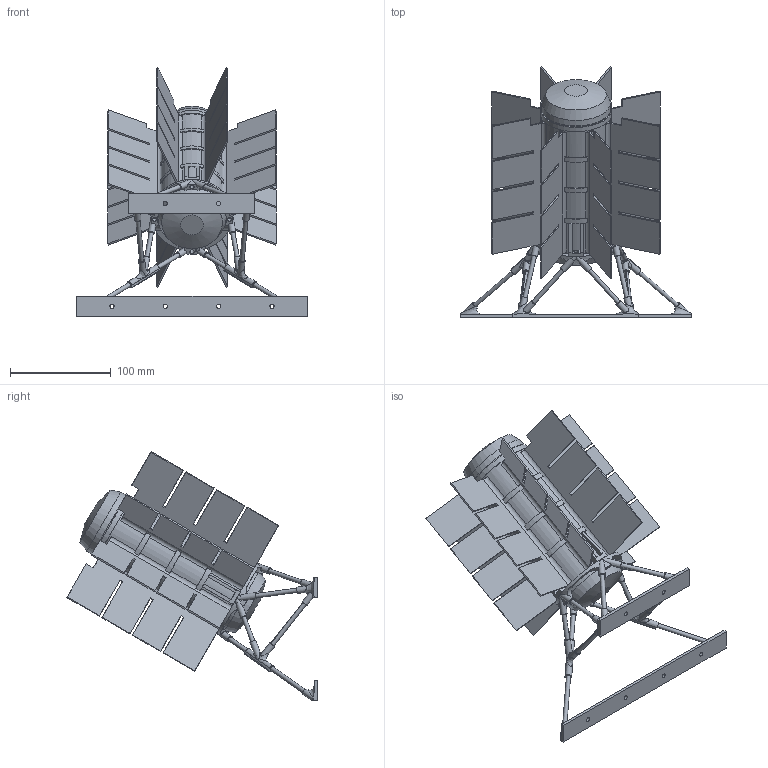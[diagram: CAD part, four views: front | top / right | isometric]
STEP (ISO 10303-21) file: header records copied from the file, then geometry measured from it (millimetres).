
FILE_DESCRIPTION(/* description */ (''),/* implementation_level */ '2;1');
FILE_NAME(/* name */ 'MarsRoverMeasures v120.stp',/* time_stamp */ '2020-12-05T17:55:26+01:00',/* author */ (''),/* organization */ (''),/* preprocessor_version */ 'ST-DEVELOPER v18.1',/* originating_system */ 'Autodesk Translation Framework v9.3.0.1241',/* authorisation */ '');
FILE_SCHEMA (('AUTOMOTIVE_DESIGN { 1 0 10303 214 3 1 1 }'));
Length unit declared in the file: millimetre
Products named in the file (14): MarsRover_Measures; RTG; RTG_1; RTG Cover; Sup1; Sup2; Support RTG; Raccord Tige; Raccord Tige(Mirror); tige 155.5; tige 81.8; Tige 72.4; Tige 75.0; Tige 56.3
Assembly tree (19 placements, depth 3):
  MarsRover_Measures
    RTG
      RTG_1
      RTG Cover  x2
      Sup1
      Sup2
      Support RTG
      Raccord Tige
      Raccord Tige(Mirror)
      tige 155.5  x2
      tige 81.8  x2
      Tige 72.4  x2
      Tige 56.3  x2
      Tige 75.0  x2
Bounding box: 228 x 247.9 x 246.34 mm (x, y, z)
Volume: 279193.3 mm3; surface area: 264674.7 mm2
Topology: 18 solids, 18 shells, 558 faces, 1512 edges, 998 vertices
Faces by surface type: plane 336, cylinder 196, bspline 16, cone 10
Full cylindrical faces by diameter (mm): 1.5 x1, 4.2 x40, 4.4 x2, 6.2 x18, 59 x2, 62 x3, 68 x3, 70 x1
Entity records: 20977 total; most frequent: CARTESIAN_POINT 6394, DIRECTION 3048, ORIENTED_EDGE 2948, EDGE_CURVE 1474, AXIS2_PLACEMENT_3D 1136, VERTEX_POINT 974, LINE 776, VECTOR 776
